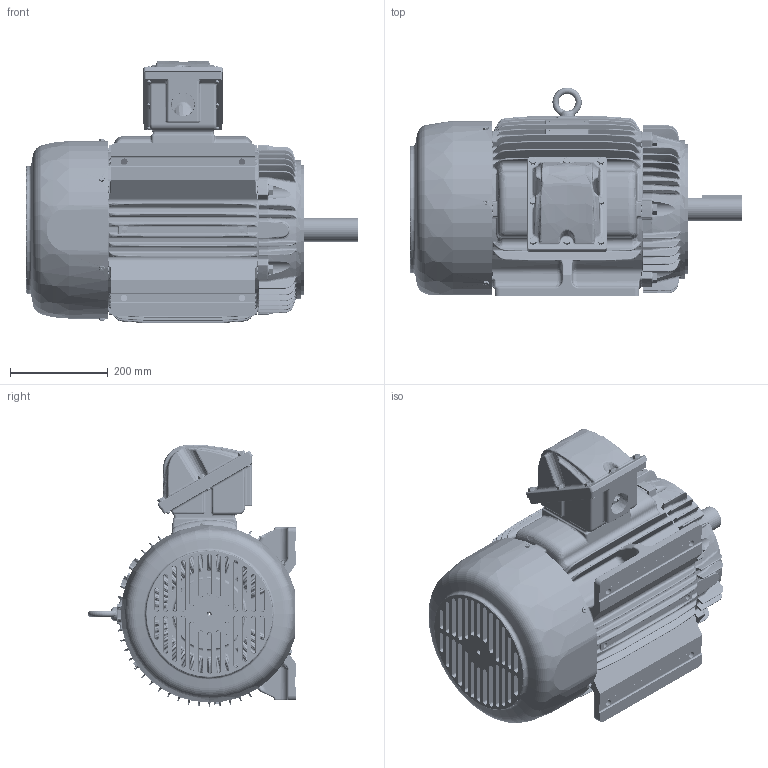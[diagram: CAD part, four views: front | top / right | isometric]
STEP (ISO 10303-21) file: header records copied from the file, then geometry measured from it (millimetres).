
FILE_DESCRIPTION(('CATIA V5 STEP Exchange'),'2;1');
FILE_NAME('31043A312--AEHHXF-284TC.stp','2018-01-23T07:59:34+00:00',('none'),('none'),'Version 5-6 Release 2012','CATIA V5 STEP AP203','none');
FILE_SCHEMA(('CONFIG_CONTROL_DESIGN'));
Length unit declared in the file: millimetre
Products named in the file (1): 31043A312--AEHHXF-284TC
Bounding box: 680.65 x 427.55 x 537.35 mm (x, y, z)
Volume: 17922101.7 mm3; surface area: 3071343.6 mm2
Topology: 3 solids, 36 shells, 11708 faces, 31722 edges, 19046 vertices
Faces by surface type: bspline 6336, cylinder 1771, plane 1387, torus 989, cone 685, sphere 522, revolution 18
Entity records: 533334 total; most frequent: CARTESIAN_POINT 323368, ORIENTED_EDGE 61172, EDGE_CURVE 30586, DIRECTION 19829, VERTEX_POINT 19046, B_SPLINE_CURVE_WITH_KNOTS 12695, EDGE_LOOP 11986, ADVANCED_FACE 11708
